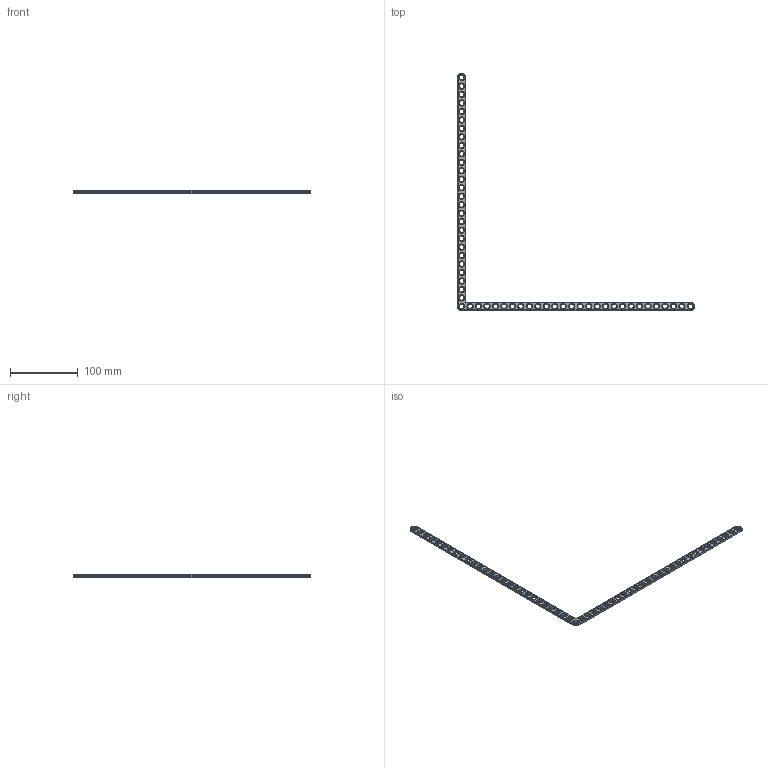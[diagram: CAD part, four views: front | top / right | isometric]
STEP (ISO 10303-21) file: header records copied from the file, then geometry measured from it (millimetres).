
FILE_DESCRIPTION(('FreeCAD Model'),'2;1');
FILE_NAME('Open CASCADE Shape Model','2024-02-09T22:49:12',(''),(''), 'Open CASCADE STEP processor 7.6','FreeCAD','Unknown');
FILE_SCHEMA(('AUTOMOTIVE_DESIGN { 1 0 10303 214 1 1 1 1 }'));
Products named in the file (1): Brace AGD 90 SYM ERR BU28x00.25 - SPN-BRC-0636 (stemfie.org)
Bounding box: 350 x 350 x 3.12 mm (x, y, z)
Volume: 19198.4 mm3; surface area: 20678.4 mm2
Topology: 1 solids, 1 shells, 859 faces, 2177 edges, 1410 vertices
Faces by surface type: plane 381, extrusion 246, cone 116, cylinder 116
Full cylindrical faces by diameter (mm): 7 x55, 9.2 x55
Entity records: 56169 total; most frequent: CARTESIAN_POINT 13695, DIRECTION 7013, VECTOR 4912, LINE 4666, ORIENTED_EDGE 4354, PCURVE 4354, DEFINITIONAL_REPRESENTATION 4354, EDGE_CURVE 2177
